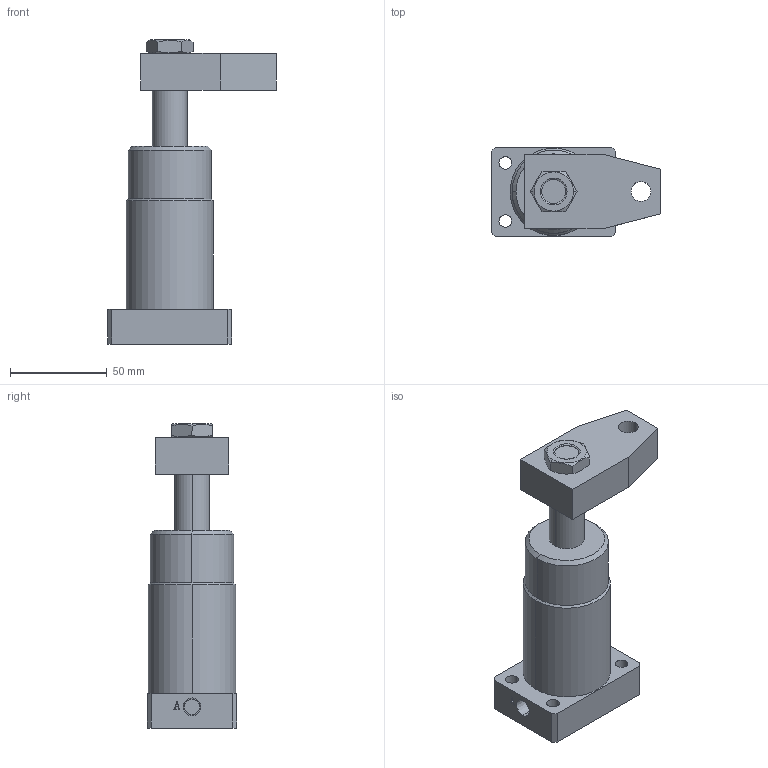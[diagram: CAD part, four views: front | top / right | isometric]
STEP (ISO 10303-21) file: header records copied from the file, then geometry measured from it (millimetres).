
FILE_DESCRIPTION (( 'STEP AP203' ), '1' );
FILE_NAME ('HNFS-25A.STEP', '2019-10-12T07:14:05', ( '微软用户' ), ( '微软中国' ), 'SwSTEP 2.0', 'SolidWorks 2012', '' );
FILE_SCHEMA (( 'CONFIG_CONTROL_DESIGN' ));
Length unit declared in the file: millimetre
Products named in the file (5): HNFS-25A; 25等旋; hex thin nuts grades ab gb_GB_FASTENER_NUT_STNABTT M14X1.5-N; 25A活塞杆; HNFS-25A掛极
Assembly tree (4 placements, depth 2):
  HNFS-25A
    HNFS-25A掛极
    25A活塞杆
    25等旋
    hex thin nuts grades ab gb_GB_FASTENER_NUT_STNABTT M14X1.5-N
Bounding box: 87 x 46 x 157 mm (x, y, z)
Volume: 233947.2 mm3; surface area: 38792.7 mm2
Topology: 4 solids, 4 shells, 113 faces, 266 edges, 170 vertices
Faces by surface type: plane 57, cylinder 28, cone 22, bspline 4, torus 2
Entity records: 4023 total; most frequent: CARTESIAN_POINT 852, DIRECTION 562, ORIENTED_EDGE 532, EDGE_CURVE 266, AXIS2_PLACEMENT_3D 200, VERTEX_POINT 170, LINE 162, VECTOR 162
